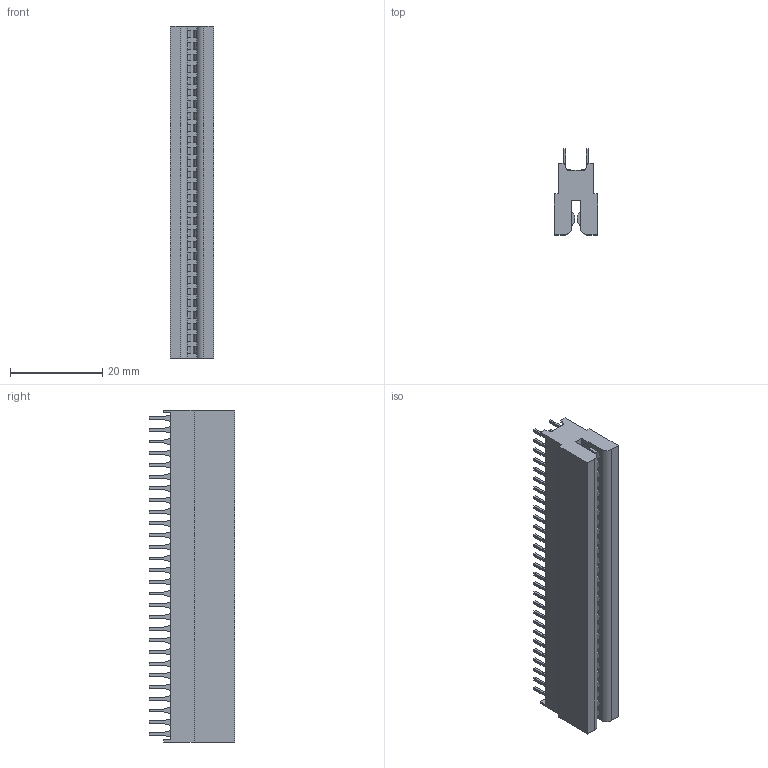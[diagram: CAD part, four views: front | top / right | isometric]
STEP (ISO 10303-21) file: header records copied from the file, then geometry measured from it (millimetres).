
FILE_DESCRIPTION(('FreeCAD Model'),'2;1');
FILE_NAME('Open CASCADE Shape Model','2023-11-17T14:45:33',(''),(''), 'Open CASCADE STEP processor 7.6','FreeCAD','Unknown');
FILE_SCHEMA(('AUTOMOTIVE_DESIGN { 1 0 10303 214 1 1 1 1 }'));
Length unit declared in the file: millimetre
Products named in the file (1): Box001
Bounding box: 9.35 x 18.67 x 72.14 mm (x, y, z)
Volume: 7855.5 mm3; surface area: 5381.7 mm2
Topology: 1 solids, 1 shells, 629 faces, 1539 edges, 1026 vertices
Faces by surface type: plane 567, cylinder 62
Entity records: 38232 total; most frequent: CARTESIAN_POINT 6341, DIRECTION 5963, LINE 4337, VECTOR 4337, ORIENTED_EDGE 3078, PCURVE 3078, DEFINITIONAL_REPRESENTATION 3078, EDGE_CURVE 1539
